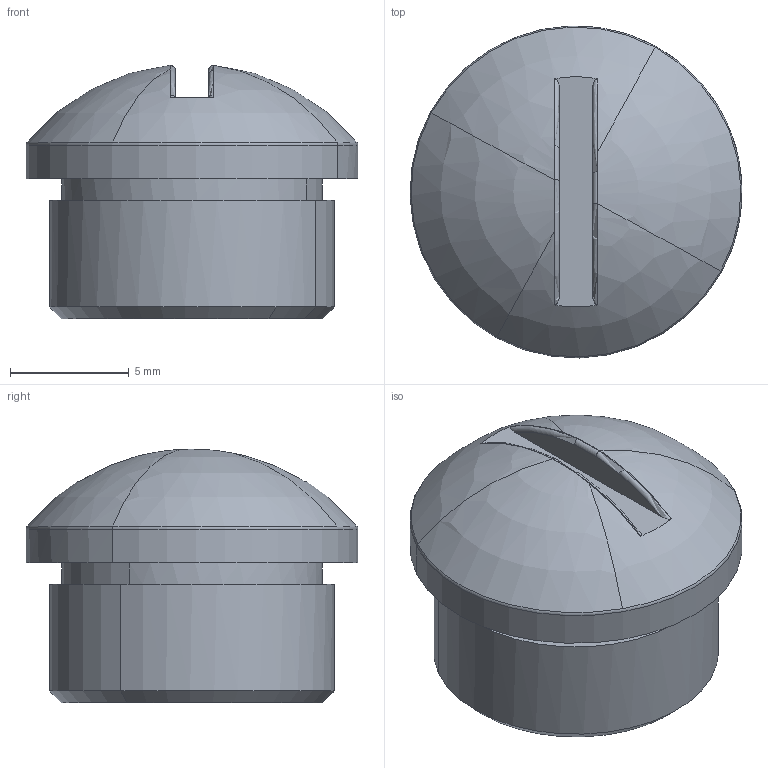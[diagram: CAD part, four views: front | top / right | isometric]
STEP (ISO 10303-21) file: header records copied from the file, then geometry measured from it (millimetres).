
FILE_DESCRIPTION(('CATIA V5 STEP Exchange','CAx-IF Rec.Pracs.--- Model Styling and Organization---1.4--- 2014-01-23'),'2;1');
FILE_NAME ('034121-1_1_2870920000_9456050000.stp','2020-01-27T07:47:13+00:00',('none'),('Weidmueller'),'CATIA Version 5-6 Release 2016 SP3 HF44','CATIA V5 STEP AP214','none');
FILE_SCHEMA(('AUTOMOTIVE_DESIGN { 1 0 10303 214 1 1 1 1 }'));
Length unit declared in the file: millimetre
Products named in the file (1): 9456050000
Bounding box: 14 x 14 x 10.7 mm (x, y, z)
Volume: 587.1 mm3; surface area: 894.3 mm2
Topology: 1 solids, 1 shells, 37 faces, 88 edges, 56 vertices
Faces by surface type: torus 13, cylinder 10, plane 7, sphere 4, cone 3
Entity records: 1200 total; most frequent: CARTESIAN_POINT 362, ORIENTED_EDGE 176, DIRECTION 142, AXIS2_PLACEMENT_3D 91, EDGE_CURVE 88, VERTEX_POINT 56, CIRCLE 53, EDGE_LOOP 40
